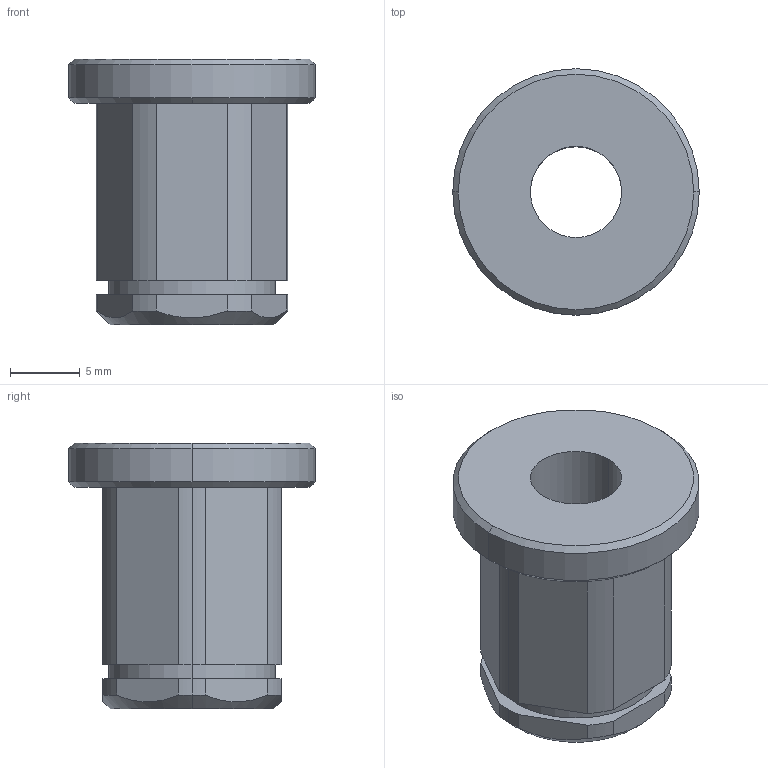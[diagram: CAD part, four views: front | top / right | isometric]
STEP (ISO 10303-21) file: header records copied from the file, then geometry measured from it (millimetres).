
FILE_DESCRIPTION (( 'STEP AP214' ), '1' );
FILE_NAME ('WCP-0826 Rev1.step', '2022-12-02T02:09:57', ( '' ), ( '' ), 'SwSTEP 2.0', 'SolidWorks 2020', '' );
FILE_SCHEMA (( 'AUTOMOTIVE_DESIGN' ));
Length unit declared in the file: inch
Products named in the file (1): WCP-0826 Rev1
Bounding box: 17.65 x 17.65 x 19.05 mm (x, y, z)
Volume: 2282.1 mm3; surface area: 1664.8 mm2
Topology: 1 solids, 1 shells, 43 faces, 111 edges, 73 vertices
Faces by surface type: cylinder 20, plane 17, cone 6
Entity records: 1418 total; most frequent: CARTESIAN_POINT 258, DIRECTION 242, ORIENTED_EDGE 222, EDGE_CURVE 111, AXIS2_PLACEMENT_3D 93, VERTEX_POINT 73, LINE 56, VECTOR 56
